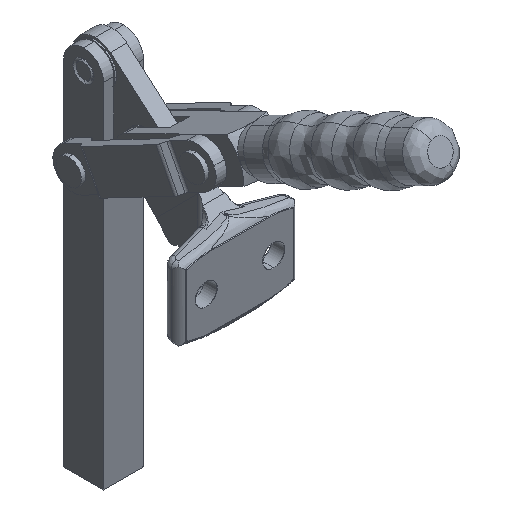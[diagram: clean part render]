
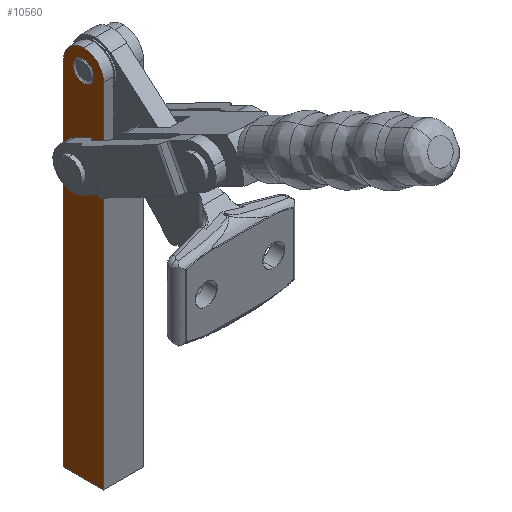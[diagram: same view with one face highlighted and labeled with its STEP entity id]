
A CAD part, isometric view. The second image highlights one B-rep face of the part: STEP entity #10560.
In plain terms, the highlighted face is planar.
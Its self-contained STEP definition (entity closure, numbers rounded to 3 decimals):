
#54 = CARTESIAN_POINT ( 'NONE',  ( 144.5, 9.5, 9.5 ) ) ;
#67 = EDGE_CURVE ( 'NONE', #10679, #2800, #8366, .T. ) ;
#111 = CARTESIAN_POINT ( 'NONE',  ( 106.5, 0., 9.5 ) ) ;
#197 = CARTESIAN_POINT ( 'NONE',  ( -19.65, -9.5, 9.5 ) ) ;
#855 = ORIENTED_EDGE ( 'NONE', *, *, #5757, .F. ) ;
#1559 = ORIENTED_EDGE ( 'NONE', *, *, #7903, .F. ) ;
#1604 = CARTESIAN_POINT ( 'NONE',  ( -23.15, -9.5, 9.5 ) ) ;
#1646 = DIRECTION ( 'NONE',  ( 0., 0., 1. ) ) ;
#2069 = CIRCLE ( 'NONE', #6656, 5. ) ;
#2562 = VERTEX_POINT ( 'NONE', #4533 ) ;
#2706 = CARTESIAN_POINT ( 'NONE',  ( 139.5, 0., 9.5 ) ) ;
#2755 = DIRECTION ( 'NONE',  ( 1., 0., 0. ) ) ;
#2800 = VERTEX_POINT ( 'NONE', #5566 ) ;
#2852 = DIRECTION ( 'NONE',  ( 0., 0., 1. ) ) ;
#2958 = DIRECTION ( 'NONE',  ( 1., 0., 0. ) ) ;
#2986 = AXIS2_PLACEMENT_3D ( 'NONE', #111, #2852, #9322 ) ;
#3459 = ORIENTED_EDGE ( 'NONE', *, *, #6249, .F. ) ;
#3540 = CARTESIAN_POINT ( 'NONE',  ( -23.15, -9.5, 9.5 ) ) ;
#3842 = AXIS2_PLACEMENT_3D ( 'NONE', #9205, #4576, #5537 ) ;
#3907 = EDGE_LOOP ( 'NONE', ( #10897, #8709, #855, #1559, #9693 ) ) ;
#3980 = VERTEX_POINT ( 'NONE', #2706 ) ;
#4042 = FACE_BOUND ( 'NONE', #9960, .T. ) ;
#4173 = ORIENTED_EDGE ( 'NONE', *, *, #9357, .F. ) ;
#4258 = AXIS2_PLACEMENT_3D ( 'NONE', #10050, #10988, #5486 ) ;
#4533 = CARTESIAN_POINT ( 'NONE',  ( 144.5, -9.5, 9.5 ) ) ;
#4576 = DIRECTION ( 'NONE',  ( 0., 0., -1. ) ) ;
#4750 = CARTESIAN_POINT ( 'NONE',  ( 113.9, 0., 9.5 ) ) ;
#4775 = CIRCLE ( 'NONE', #7598, 7.4 ) ;
#5304 = DIRECTION ( 'NONE',  ( 1., 0., 0. ) ) ;
#5389 = CARTESIAN_POINT ( 'NONE',  ( 106.5, 0., 9.5 ) ) ;
#5486 = DIRECTION ( 'NONE',  ( 1., 0., 0. ) ) ;
#5537 = DIRECTION ( 'NONE',  ( 1., 0., 0. ) ) ;
#5548 = VECTOR ( 'NONE', #11329, 1000. ) ;
#5566 = CARTESIAN_POINT ( 'NONE',  ( -23.15, 9.5, 9.5 ) ) ;
#5757 = EDGE_CURVE ( 'NONE', #8232, #10309, #10431, .T. ) ;
#6249 = EDGE_CURVE ( 'NONE', #9613, #8358, #7699, .T. ) ;
#6368 = AXIS2_PLACEMENT_3D ( 'NONE', #10473, #7777, #7679 ) ;
#6474 = ORIENTED_EDGE ( 'NONE', *, *, #6930, .F. ) ;
#6656 = AXIS2_PLACEMENT_3D ( 'NONE', #7376, #8271, #2755 ) ;
#6668 = DIRECTION ( 'NONE',  ( 0., 1., 0. ) ) ;
#6669 = VECTOR ( 'NONE', #8198, 1000. ) ;
#6678 = FACE_BOUND ( 'NONE', #11548, .T. ) ;
#6697 = ORIENTED_EDGE ( 'NONE', *, *, #11686, .F. ) ;
#6930 = EDGE_CURVE ( 'NONE', #8255, #3980, #2069, .T. ) ;
#7141 = VECTOR ( 'NONE', #2958, 1000. ) ;
#7376 = CARTESIAN_POINT ( 'NONE',  ( 144.5, 0., 9.5 ) ) ;
#7598 = AXIS2_PLACEMENT_3D ( 'NONE', #5389, #1646, #5304 ) ;
#7679 = DIRECTION ( 'NONE',  ( 1., 0., 0. ) ) ;
#7699 = CIRCLE ( 'NONE', #2986, 7.4 ) ;
#7723 = AXIS2_PLACEMENT_3D ( 'NONE', #197, #9403, #6668 ) ;
#7777 = DIRECTION ( 'NONE',  ( 0., 0., 1. ) ) ;
#7903 = EDGE_CURVE ( 'NONE', #2800, #8232, #10408, .T. ) ;
#8005 = CARTESIAN_POINT ( 'NONE',  ( 154., 0., 9.5 ) ) ;
#8198 = DIRECTION ( 'NONE',  ( 0., 1., 0. ) ) ;
#8232 = VERTEX_POINT ( 'NONE', #54 ) ;
#8255 = VERTEX_POINT ( 'NONE', #11134 ) ;
#8271 = DIRECTION ( 'NONE',  ( 0., 0., 1. ) ) ;
#8358 = VERTEX_POINT ( 'NONE', #4750 ) ;
#8366 = LINE ( 'NONE', #3540, #6669 ) ;
#8424 = EDGE_CURVE ( 'NONE', #2562, #10679, #11885, .T. ) ;
#8490 = CARTESIAN_POINT ( 'NONE',  ( 67.696, -9.5, 9.5 ) ) ;
#8515 = PLANE ( 'NONE',  #7723 ) ;
#8649 = FACE_OUTER_BOUND ( 'NONE', #3907, .T. ) ;
#8709 = ORIENTED_EDGE ( 'NONE', *, *, #11372, .F. ) ;
#9205 = CARTESIAN_POINT ( 'NONE',  ( 144.5, 0., 9.5 ) ) ;
#9295 = CARTESIAN_POINT ( 'NONE',  ( 67.696, 9.5, 9.5 ) ) ;
#9322 = DIRECTION ( 'NONE',  ( 1., 0., 0. ) ) ;
#9357 = EDGE_CURVE ( 'NONE', #3980, #8255, #11422, .T. ) ;
#9403 = DIRECTION ( 'NONE',  ( 0., 0., -1. ) ) ;
#9613 = VERTEX_POINT ( 'NONE', #11021 ) ;
#9693 = ORIENTED_EDGE ( 'NONE', *, *, #67, .F. ) ;
#9960 = EDGE_LOOP ( 'NONE', ( #6697, #3459 ) ) ;
#10050 = CARTESIAN_POINT ( 'NONE',  ( 144.5, 0., 9.5 ) ) ;
#10309 = VERTEX_POINT ( 'NONE', #8005 ) ;
#10408 = LINE ( 'NONE', #9295, #7141 ) ;
#10431 = CIRCLE ( 'NONE', #3842, 9.5 ) ;
#10473 = CARTESIAN_POINT ( 'NONE',  ( 144.5, 0., 9.5 ) ) ;
#10560 = ADVANCED_FACE ( 'NONE', ( #6678, #4042, #8649 ), #8515, .F. ) ;
#10679 = VERTEX_POINT ( 'NONE', #1604 ) ;
#10897 = ORIENTED_EDGE ( 'NONE', *, *, #8424, .F. ) ;
#10988 = DIRECTION ( 'NONE',  ( 0., 0., -1. ) ) ;
#11021 = CARTESIAN_POINT ( 'NONE',  ( 99.1, 0., 9.5 ) ) ;
#11134 = CARTESIAN_POINT ( 'NONE',  ( 149.5, 0., 9.5 ) ) ;
#11329 = DIRECTION ( 'NONE',  ( -1., 0., 0. ) ) ;
#11372 = EDGE_CURVE ( 'NONE', #10309, #2562, #11583, .T. ) ;
#11422 = CIRCLE ( 'NONE', #6368, 5. ) ;
#11548 = EDGE_LOOP ( 'NONE', ( #6474, #4173 ) ) ;
#11583 = CIRCLE ( 'NONE', #4258, 9.5 ) ;
#11686 = EDGE_CURVE ( 'NONE', #8358, #9613, #4775, .T. ) ;
#11885 = LINE ( 'NONE', #8490, #5548 ) ;
